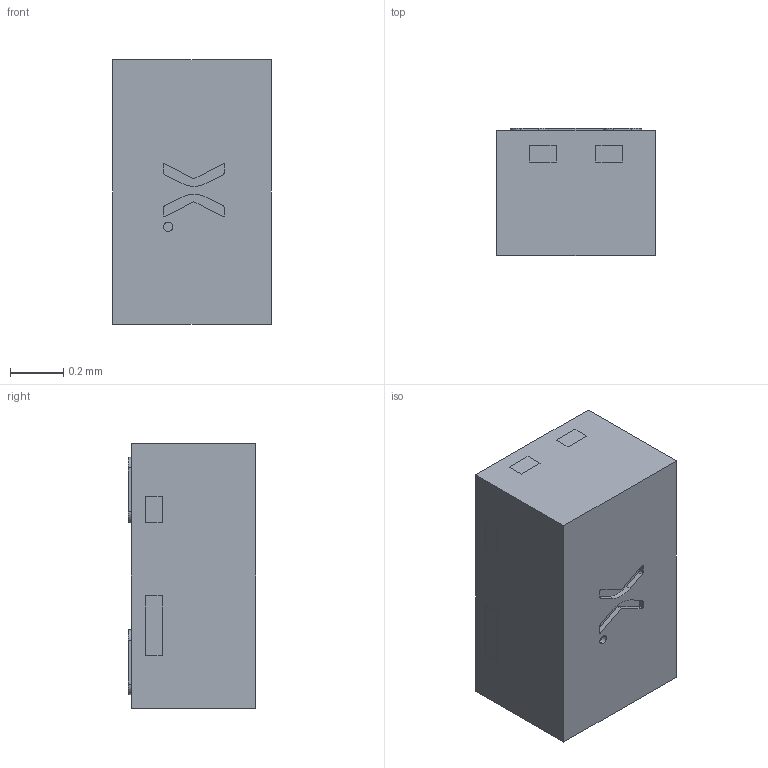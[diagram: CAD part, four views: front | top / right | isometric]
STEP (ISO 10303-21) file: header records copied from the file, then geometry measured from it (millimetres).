
FILE_DESCRIPTION(('CAx-IF Rec.Pracs.---Model Styling and Organization---1.5---2016-08-15','CAx-IF Rec.Pracs.---Geometric and Assembly Validation Properties---4.4---2016-08-17','CAx-IF Rec.Pracs.---User Defined Attributes---1.5---2016-08-15','CAx-IF Rec.Pracs.---External References---2.1---2005-01-19'),'2;1');
FILE_NAME('931467.step','2024-12-13T22:49:57',('Unspecified'),('Unspecified'),'CAD Exchanger 3.10.2 (cadexchanger.com)','Unspecified','');
FILE_SCHEMA(('AUTOMOTIVE_DESIGN { 1 0 10303 214 1 1 1 1 }'));
Length unit declared in the file: millimetre
Products named in the file (3): SOT883; SOT883A2 LF; SOT883 Mold body
Assembly tree (2 placements, depth 2):
  SOT883
    SOT883A2 LF
    SOT883 Mold body
Bounding box: 0.6 x 0.48 x 1 mm (x, y, z)
Volume: 0.3 mm3; surface area: 3.6 mm2
Topology: 12 solids, 12 shells, 114 faces, 261 edges, 174 vertices
Faces by surface type: plane 87, cylinder 27
Entity records: 3340 total; most frequent: CARTESIAN_POINT 552, DIRECTION 549, ORIENTED_EDGE 522, EDGE_CURVE 261, LINE 207, VECTOR 207, VERTEX_POINT 174, AXIS2_PLACEMENT_3D 171
